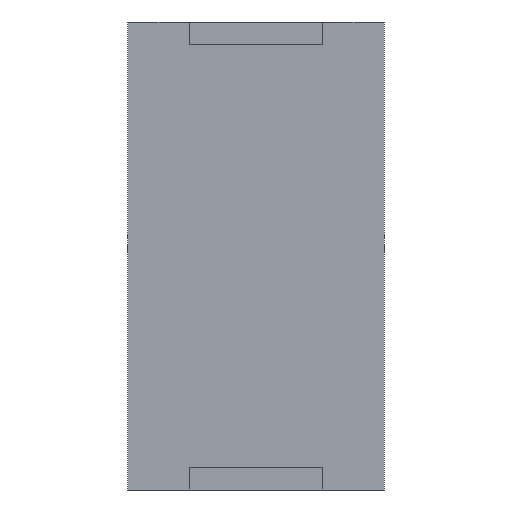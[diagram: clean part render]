
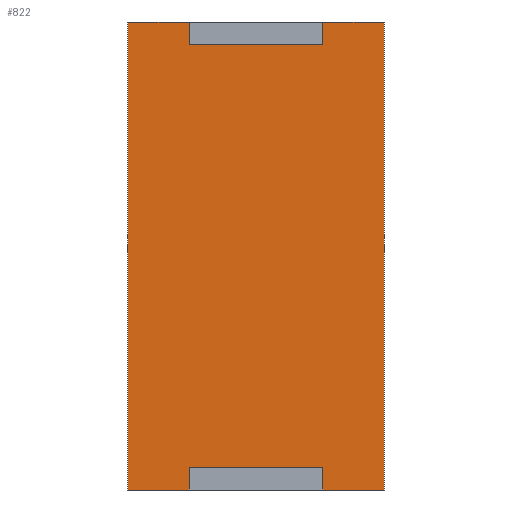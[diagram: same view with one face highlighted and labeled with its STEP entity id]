
A CAD part, front view. The second image highlights one B-rep face of the part: STEP entity #822.
In plain terms, the highlighted planar face has unit normal (0, -1, 0).
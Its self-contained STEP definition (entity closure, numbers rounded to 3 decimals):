
#72=FACE_OUTER_BOUND('',#122,.T.);
#122=EDGE_LOOP('',(#723,#724,#725,#726,#727,#728,#729,#730,#731,#732,#733,
#734));
#123=LINE('',#1083,#231);
#127=LINE('',#1091,#235);
#130=LINE('',#1097,#238);
#134=LINE('',#1106,#242);
#138=LINE('',#1115,#246);
#142=LINE('',#1122,#250);
#145=LINE('',#1128,#253);
#149=LINE('',#1135,#257);
#150=LINE('',#1138,#258);
#154=LINE('',#1145,#262);
#229=LINE('',#1299,#337);
#230=LINE('',#1301,#338);
#231=VECTOR('',#885,10.);
#235=VECTOR('',#891,10.);
#238=VECTOR('',#896,10.);
#242=VECTOR('',#904,10.);
#246=VECTOR('',#910,10.);
#250=VECTOR('',#916,10.);
#253=VECTOR('',#923,10.);
#257=VECTOR('',#927,10.);
#258=VECTOR('',#930,10.);
#262=VECTOR('',#934,10.);
#337=VECTOR('',#1071,10.);
#338=VECTOR('',#1074,10.);
#339=VERTEX_POINT('',#1081);
#340=VERTEX_POINT('',#1082);
#343=VERTEX_POINT('',#1090);
#345=VERTEX_POINT('',#1096);
#347=VERTEX_POINT('',#1104);
#348=VERTEX_POINT('',#1105);
#351=VERTEX_POINT('',#1113);
#352=VERTEX_POINT('',#1114);
#355=VERTEX_POINT('',#1127);
#358=VERTEX_POINT('',#1133);
#359=VERTEX_POINT('',#1137);
#362=VERTEX_POINT('',#1143);
#411=EDGE_CURVE('',#339,#340,#123,.T.);
#415=EDGE_CURVE('',#343,#339,#127,.T.);
#418=EDGE_CURVE('',#340,#345,#130,.T.);
#422=EDGE_CURVE('',#347,#348,#134,.T.);
#426=EDGE_CURVE('',#351,#352,#138,.T.);
#430=EDGE_CURVE('',#348,#351,#142,.T.);
#433=EDGE_CURVE('',#343,#355,#145,.T.);
#437=EDGE_CURVE('',#358,#345,#149,.T.);
#438=EDGE_CURVE('',#347,#359,#150,.T.);
#442=EDGE_CURVE('',#362,#352,#154,.T.);
#517=EDGE_CURVE('',#359,#358,#229,.T.);
#518=EDGE_CURVE('',#355,#362,#230,.T.);
#723=ORIENTED_EDGE('',*,*,#418,.T.);
#724=ORIENTED_EDGE('',*,*,#437,.F.);
#725=ORIENTED_EDGE('',*,*,#517,.F.);
#726=ORIENTED_EDGE('',*,*,#438,.F.);
#727=ORIENTED_EDGE('',*,*,#422,.T.);
#728=ORIENTED_EDGE('',*,*,#430,.T.);
#729=ORIENTED_EDGE('',*,*,#426,.T.);
#730=ORIENTED_EDGE('',*,*,#442,.F.);
#731=ORIENTED_EDGE('',*,*,#518,.F.);
#732=ORIENTED_EDGE('',*,*,#433,.F.);
#733=ORIENTED_EDGE('',*,*,#415,.T.);
#734=ORIENTED_EDGE('',*,*,#411,.T.);
#778=PLANE('',#880);
#822=ADVANCED_FACE('',(#72),#778,.F.);
#880=AXIS2_PLACEMENT_3D('',#1303,#1077,#1078);
#885=DIRECTION('',(-1.,0.,0.));
#891=DIRECTION('',(0.,0.,-1.));
#896=DIRECTION('',(0.,0.,1.));
#904=DIRECTION('',(0.,0.,1.));
#910=DIRECTION('',(0.,0.,-1.));
#916=DIRECTION('',(1.,0.,0.));
#923=DIRECTION('',(1.,0.,0.));
#927=DIRECTION('',(1.,0.,0.));
#930=DIRECTION('',(-1.,0.,0.));
#934=DIRECTION('',(-1.,0.,0.));
#1071=DIRECTION('',(0.,0.,1.));
#1074=DIRECTION('',(0.,0.,-1.));
#1077=DIRECTION('center_axis',(0.,1.,0.));
#1078=DIRECTION('ref_axis',(1.,0.,0.));
#1081=CARTESIAN_POINT('',(6.,0.,19.));
#1082=CARTESIAN_POINT('',(-6.,0.,19.));
#1083=CARTESIAN_POINT('',(3.,0.,19.));
#1090=CARTESIAN_POINT('',(6.,0.,21.));
#1091=CARTESIAN_POINT('',(6.,0.,10.5));
#1096=CARTESIAN_POINT('',(-6.,0.,21.));
#1097=CARTESIAN_POINT('',(-6.,0.,9.5));
#1104=CARTESIAN_POINT('',(-6.,0.,-21.));
#1105=CARTESIAN_POINT('',(-6.,0.,-19.));
#1106=CARTESIAN_POINT('',(-6.,0.,-10.5));
#1113=CARTESIAN_POINT('',(6.,0.,-19.));
#1114=CARTESIAN_POINT('',(6.,0.,-21.));
#1115=CARTESIAN_POINT('',(6.,0.,-9.5));
#1122=CARTESIAN_POINT('',(-3.,0.,-19.));
#1127=CARTESIAN_POINT('',(11.5,0.,21.));
#1128=CARTESIAN_POINT('',(-11.5,0.,21.));
#1133=CARTESIAN_POINT('',(-11.5,0.,21.));
#1135=CARTESIAN_POINT('',(-11.5,0.,21.));
#1137=CARTESIAN_POINT('',(-11.5,0.,-21.));
#1138=CARTESIAN_POINT('',(11.5,0.,-21.));
#1143=CARTESIAN_POINT('',(11.5,0.,-21.));
#1145=CARTESIAN_POINT('',(11.5,0.,-21.));
#1299=CARTESIAN_POINT('',(-11.5,0.,-21.));
#1301=CARTESIAN_POINT('',(11.5,0.,21.));
#1303=CARTESIAN_POINT('Origin',(0.,0.,0.));
